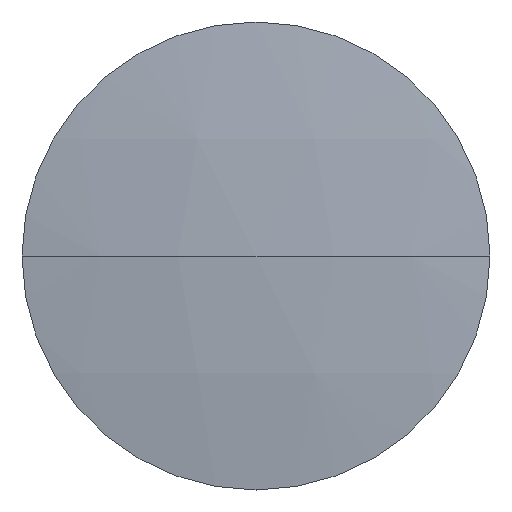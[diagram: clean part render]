
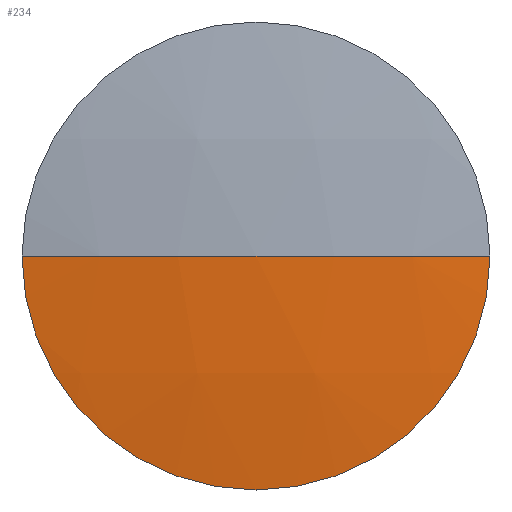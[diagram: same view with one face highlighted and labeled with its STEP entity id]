
A CAD part, left-side view. The second image highlights one B-rep face of the part: STEP entity #234.
In plain terms, the highlighted spherical face has radius 87.86 mm.
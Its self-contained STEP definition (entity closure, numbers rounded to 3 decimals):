
#1 = AXIS2_PLACEMENT_3D ( 'NONE', #187, #366, #335 ) ;
#2 = ORIENTED_EDGE ( 'NONE', *, *, #151, .T. ) ;
#15 = DIRECTION ( 'NONE',  ( -1., 0., 0. ) ) ;
#27 = EDGE_CURVE ( 'NONE', #126, #32, #132, .T. ) ;
#28 = CARTESIAN_POINT ( 'NONE',  ( -37.059, 32.499, 0. ) ) ;
#32 = VERTEX_POINT ( 'NONE', #98 ) ;
#35 = AXIS2_PLACEMENT_3D ( 'NONE', #141, #231, #259 ) ;
#57 = AXIS2_PLACEMENT_3D ( 'NONE', #310, #15, #307 ) ;
#66 = AXIS2_PLACEMENT_3D ( 'NONE', #359, #177, #363 ) ;
#73 = AXIS2_PLACEMENT_3D ( 'NONE', #268, #181, #356 ) ;
#98 = CARTESIAN_POINT ( 'NONE',  ( -36.137, 32.499, -12.7 ) ) ;
#115 = EDGE_LOOP ( 'NONE', ( #334, #214, #2, #283 ) ) ;
#117 = CIRCLE ( 'NONE', #73, 87.86 ) ;
#119 = SPHERICAL_SURFACE ( 'NONE', #66, 87.86 ) ;
#126 = VERTEX_POINT ( 'NONE', #314 ) ;
#132 = CIRCLE ( 'NONE', #57, 12.7 ) ;
#141 = CARTESIAN_POINT ( 'NONE',  ( 50.801, 32.499, 0. ) ) ;
#146 = CIRCLE ( 'NONE', #35, 87.86 ) ;
#151 = EDGE_CURVE ( 'NONE', #301, #252, #146, .T. ) ;
#177 = DIRECTION ( 'NONE',  ( 0., 0., -1. ) ) ;
#179 = EDGE_CURVE ( 'NONE', #126, #252, #117, .T. ) ;
#181 = DIRECTION ( 'NONE',  ( 0., 0., 1. ) ) ;
#187 = CARTESIAN_POINT ( 'NONE',  ( -36.137, 32.499, 0. ) ) ;
#214 = ORIENTED_EDGE ( 'NONE', *, *, #263, .T. ) ;
#231 = DIRECTION ( 'NONE',  ( 0., 0., -1. ) ) ;
#234 = ADVANCED_FACE ( 'NONE', ( #294 ), #119, .T. ) ;
#252 = VERTEX_POINT ( 'NONE', #28 ) ;
#259 = DIRECTION ( 'NONE',  ( 0., 1., 0. ) ) ;
#263 = EDGE_CURVE ( 'NONE', #32, #301, #295, .T. ) ;
#268 = CARTESIAN_POINT ( 'NONE',  ( 50.801, 32.499, 0. ) ) ;
#283 = ORIENTED_EDGE ( 'NONE', *, *, #179, .F. ) ;
#294 = FACE_OUTER_BOUND ( 'NONE', #115, .T. ) ;
#295 = CIRCLE ( 'NONE', #1, 12.7 ) ;
#301 = VERTEX_POINT ( 'NONE', #309 ) ;
#307 = DIRECTION ( 'NONE',  ( 0., 0., 1. ) ) ;
#309 = CARTESIAN_POINT ( 'NONE',  ( -36.137, 19.799, 0. ) ) ;
#310 = CARTESIAN_POINT ( 'NONE',  ( -36.137, 32.499, 0. ) ) ;
#314 = CARTESIAN_POINT ( 'NONE',  ( -36.137, 45.199, 0. ) ) ;
#334 = ORIENTED_EDGE ( 'NONE', *, *, #27, .T. ) ;
#335 = DIRECTION ( 'NONE',  ( 0., 0., 1. ) ) ;
#356 = DIRECTION ( 'NONE',  ( 1., 0., 0. ) ) ;
#359 = CARTESIAN_POINT ( 'NONE',  ( 50.801, 32.499, 0. ) ) ;
#363 = DIRECTION ( 'NONE',  ( 0., 1., 0. ) ) ;
#366 = DIRECTION ( 'NONE',  ( -1., 0., 0. ) ) ;
